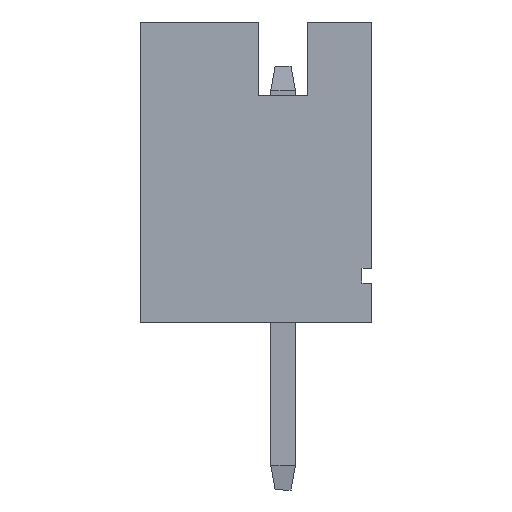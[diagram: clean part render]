
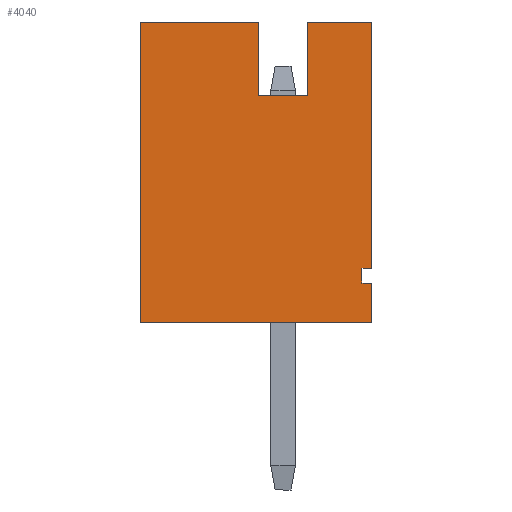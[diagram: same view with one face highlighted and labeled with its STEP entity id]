
A CAD part, left-side view. The second image highlights one B-rep face of the part: STEP entity #4040.
In plain terms, the highlighted planar face has unit normal (-1, 0, 0).
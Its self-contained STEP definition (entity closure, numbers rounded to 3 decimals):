
#46 = ORIENTED_EDGE ( 'NONE', *, *, #13602, .F. ) ;
#232 = CARTESIAN_POINT ( 'NONE',  ( -6., -2.35, 0.7 ) ) ;
#367 = CARTESIAN_POINT ( 'NONE',  ( -6., -2.35, -4.3 ) ) ;
#757 = CARTESIAN_POINT ( 'NONE',  ( -6., -2.15, -4.3 ) ) ;
#758 = EDGE_CURVE ( 'NONE', #13187, #3183, #9175, .T. ) ;
#816 = CARTESIAN_POINT ( 'NONE',  ( -6., -2.15, -4.6 ) ) ;
#843 = VERTEX_POINT ( 'NONE', #11125 ) ;
#1290 = CARTESIAN_POINT ( 'NONE',  ( -6., -0.05, -0.8 ) ) ;
#1772 = CARTESIAN_POINT ( 'NONE',  ( -6., -2.35, 0.7 ) ) ;
#1799 = AXIS2_PLACEMENT_3D ( 'NONE', #232, #15072, #4084 ) ;
#1894 = ORIENTED_EDGE ( 'NONE', *, *, #6892, .T. ) ;
#2049 = DIRECTION ( 'NONE',  ( 0., 1., 0. ) ) ;
#2185 = ORIENTED_EDGE ( 'NONE', *, *, #758, .F. ) ;
#2189 = VECTOR ( 'NONE', #4167, 1000. ) ;
#2371 = VECTOR ( 'NONE', #6154, 1000. ) ;
#2388 = CARTESIAN_POINT ( 'NONE',  ( -6., -0.05, 0.7 ) ) ;
#2477 = LINE ( 'NONE', #7857, #3878 ) ;
#2504 = LINE ( 'NONE', #14628, #2189 ) ;
#2923 = VERTEX_POINT ( 'NONE', #9420 ) ;
#2959 = LINE ( 'NONE', #12780, #13233 ) ;
#3006 = EDGE_CURVE ( 'NONE', #3183, #843, #14834, .T. ) ;
#3183 = VERTEX_POINT ( 'NONE', #6003 ) ;
#3317 = DIRECTION ( 'NONE',  ( 0., 0., 1. ) ) ;
#3380 = VECTOR ( 'NONE', #9995, 1000. ) ;
#3389 = LINE ( 'NONE', #6048, #14285 ) ;
#3471 = LINE ( 'NONE', #12860, #4381 ) ;
#3660 = CARTESIAN_POINT ( 'NONE',  ( -6., -2.35, -5.4 ) ) ;
#3832 = VERTEX_POINT ( 'NONE', #9614 ) ;
#3874 = DIRECTION ( 'NONE',  ( 0., 0., -1. ) ) ;
#3878 = VECTOR ( 'NONE', #3874, 1000. ) ;
#4040 = ADVANCED_FACE ( 'NONE', ( #10639 ), #13404, .F. ) ;
#4084 = DIRECTION ( 'NONE',  ( 0., 1., 0. ) ) ;
#4167 = DIRECTION ( 'NONE',  ( 0., 1., 0. ) ) ;
#4381 = VECTOR ( 'NONE', #2049, 1000. ) ;
#4510 = CARTESIAN_POINT ( 'NONE',  ( -6., -2.35, -5.4 ) ) ;
#4953 = DIRECTION ( 'NONE',  ( 0., -1., 0. ) ) ;
#5232 = VECTOR ( 'NONE', #14452, 1000. ) ;
#5642 = EDGE_CURVE ( 'NONE', #3832, #6081, #2477, .T. ) ;
#6003 = CARTESIAN_POINT ( 'NONE',  ( -6., -0.05, -0.8 ) ) ;
#6016 = EDGE_CURVE ( 'NONE', #843, #16657, #2959, .T. ) ;
#6048 = CARTESIAN_POINT ( 'NONE',  ( -6., -2.15, -4.3 ) ) ;
#6081 = VERTEX_POINT ( 'NONE', #367 ) ;
#6110 = VECTOR ( 'NONE', #4953, 1000. ) ;
#6154 = DIRECTION ( 'NONE',  ( 0., -1., 0. ) ) ;
#6666 = CARTESIAN_POINT ( 'NONE',  ( -6., -1.05, 0.7 ) ) ;
#6892 = EDGE_CURVE ( 'NONE', #11457, #2923, #10314, .T. ) ;
#7069 = VERTEX_POINT ( 'NONE', #4510 ) ;
#7444 = LINE ( 'NONE', #816, #6110 ) ;
#7608 = CARTESIAN_POINT ( 'NONE',  ( -6., -2.15, -4.6 ) ) ;
#7857 = CARTESIAN_POINT ( 'NONE',  ( -6., -2.35, 0.7 ) ) ;
#8109 = ORIENTED_EDGE ( 'NONE', *, *, #3006, .F. ) ;
#8617 = ORIENTED_EDGE ( 'NONE', *, *, #12403, .T. ) ;
#8667 = DIRECTION ( 'NONE',  ( 0., 0., -1. ) ) ;
#8837 = DIRECTION ( 'NONE',  ( 0., 0., -1. ) ) ;
#8974 = CARTESIAN_POINT ( 'NONE',  ( -6., 2.35, 0.7 ) ) ;
#9175 = LINE ( 'NONE', #2388, #13409 ) ;
#9420 = CARTESIAN_POINT ( 'NONE',  ( -6., 2.35, -5.4 ) ) ;
#9614 = CARTESIAN_POINT ( 'NONE',  ( -6., -2.35, 0.7 ) ) ;
#9995 = DIRECTION ( 'NONE',  ( 0., 0., -1. ) ) ;
#10314 = LINE ( 'NONE', #8974, #12581 ) ;
#10639 = FACE_OUTER_BOUND ( 'NONE', #12347, .T. ) ;
#10835 = CARTESIAN_POINT ( 'NONE',  ( -6., -2.15, -4.3 ) ) ;
#10923 = CARTESIAN_POINT ( 'NONE',  ( -6., 2.35, 0.7 ) ) ;
#10942 = CARTESIAN_POINT ( 'NONE',  ( -6., -0.05, 0.7 ) ) ;
#11125 = CARTESIAN_POINT ( 'NONE',  ( -6., -1.05, -0.8 ) ) ;
#11328 = ORIENTED_EDGE ( 'NONE', *, *, #13945, .F. ) ;
#11436 = ORIENTED_EDGE ( 'NONE', *, *, #13908, .F. ) ;
#11457 = VERTEX_POINT ( 'NONE', #10923 ) ;
#11610 = ORIENTED_EDGE ( 'NONE', *, *, #12643, .T. ) ;
#12032 = DIRECTION ( 'NONE',  ( 0., 0., -1. ) ) ;
#12065 = VECTOR ( 'NONE', #14736, 1000. ) ;
#12347 = EDGE_LOOP ( 'NONE', ( #8109, #2185, #17189, #1894, #46, #15876, #11436, #11328, #11610, #14870, #8617, #15148 ) ) ;
#12403 = EDGE_CURVE ( 'NONE', #3832, #16657, #2504, .T. ) ;
#12581 = VECTOR ( 'NONE', #8667, 1000. ) ;
#12643 = EDGE_CURVE ( 'NONE', #13408, #6081, #12881, .T. ) ;
#12766 = LINE ( 'NONE', #1772, #3380 ) ;
#12780 = CARTESIAN_POINT ( 'NONE',  ( -6., -1.05, 0.7 ) ) ;
#12860 = CARTESIAN_POINT ( 'NONE',  ( -6., -2.35, 0.7 ) ) ;
#12881 = LINE ( 'NONE', #757, #2371 ) ;
#13187 = VERTEX_POINT ( 'NONE', #10942 ) ;
#13233 = VECTOR ( 'NONE', #3317, 1000. ) ;
#13404 = PLANE ( 'NONE',  #1799 ) ;
#13408 = VERTEX_POINT ( 'NONE', #10835 ) ;
#13409 = VECTOR ( 'NONE', #12032, 1000. ) ;
#13602 = EDGE_CURVE ( 'NONE', #7069, #2923, #15799, .T. ) ;
#13908 = EDGE_CURVE ( 'NONE', #13976, #16469, #7444, .T. ) ;
#13923 = EDGE_CURVE ( 'NONE', #13187, #11457, #3471, .T. ) ;
#13945 = EDGE_CURVE ( 'NONE', #13408, #13976, #3389, .T. ) ;
#13976 = VERTEX_POINT ( 'NONE', #7608 ) ;
#14285 = VECTOR ( 'NONE', #8837, 1000. ) ;
#14452 = DIRECTION ( 'NONE',  ( 0., 1., 0. ) ) ;
#14628 = CARTESIAN_POINT ( 'NONE',  ( -6., -2.35, 0.7 ) ) ;
#14736 = DIRECTION ( 'NONE',  ( 0., -1., 0. ) ) ;
#14834 = LINE ( 'NONE', #1290, #12065 ) ;
#14870 = ORIENTED_EDGE ( 'NONE', *, *, #5642, .F. ) ;
#15072 = DIRECTION ( 'NONE',  ( 1., 0., 0. ) ) ;
#15148 = ORIENTED_EDGE ( 'NONE', *, *, #6016, .F. ) ;
#15799 = LINE ( 'NONE', #3660, #5232 ) ;
#15876 = ORIENTED_EDGE ( 'NONE', *, *, #17284, .F. ) ;
#16469 = VERTEX_POINT ( 'NONE', #17478 ) ;
#16657 = VERTEX_POINT ( 'NONE', #6666 ) ;
#17189 = ORIENTED_EDGE ( 'NONE', *, *, #13923, .T. ) ;
#17284 = EDGE_CURVE ( 'NONE', #16469, #7069, #12766, .T. ) ;
#17478 = CARTESIAN_POINT ( 'NONE',  ( -6., -2.35, -4.6 ) ) ;
